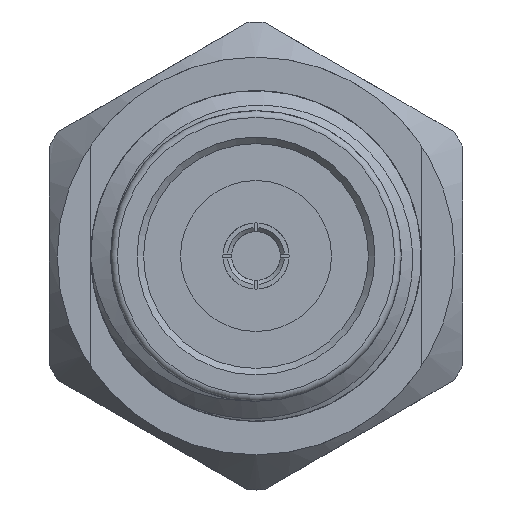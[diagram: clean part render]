
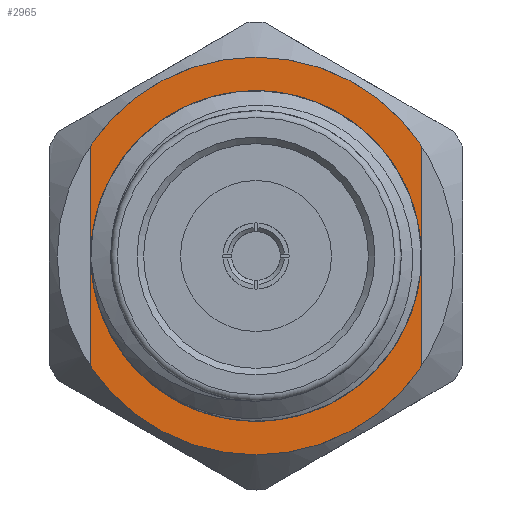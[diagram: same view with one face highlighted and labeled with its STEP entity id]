
A CAD part, front view. The second image highlights one B-rep face of the part: STEP entity #2965.
In plain terms, the highlighted planar face has unit normal (0, -1, 0).
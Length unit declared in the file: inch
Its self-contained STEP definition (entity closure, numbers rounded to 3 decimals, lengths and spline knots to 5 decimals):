
#79 = ORIENTED_EDGE ( 'NONE', *, *, #1304, .T. ) ;
#158 = CARTESIAN_POINT ( 'NONE',  ( 0.12535, 0.05154, 0.08316 ) ) ;
#180 = CARTESIAN_POINT ( 'NONE',  ( 0., 0.05154, -0.10989 ) ) ;
#213 = EDGE_LOOP ( 'NONE', ( #4035, #2907, #1396, #987 ) ) ;
#285 = CARTESIAN_POINT ( 'NONE',  ( -0.12535, 0.05154, -0.08316 ) ) ;
#322 = VERTEX_POINT ( 'NONE', #3282 ) ;
#581 = DIRECTION ( 'NONE',  ( 0., 0., -1. ) ) ;
#671 = CARTESIAN_POINT ( 'NONE',  ( 0.12535, 0.05154, -0.08316 ) ) ;
#841 = DIRECTION ( 'NONE',  ( 0., 0., 1. ) ) ;
#893 = CARTESIAN_POINT ( 'NONE',  ( 0., 0.05154, 0. ) ) ;
#987 = ORIENTED_EDGE ( 'NONE', *, *, #2837, .F. ) ;
#1303 = CARTESIAN_POINT ( 'NONE',  ( 0., 0.05154, 0. ) ) ;
#1304 = EDGE_CURVE ( 'NONE', #2842, #2842, #3124, .T. ) ;
#1323 = AXIS2_PLACEMENT_3D ( 'NONE', #893, #5658, #1660 ) ;
#1386 = EDGE_CURVE ( 'NONE', #4012, #5076, #5330, .T. ) ;
#1396 = ORIENTED_EDGE ( 'NONE', *, *, #1386, .F. ) ;
#1470 = DIRECTION ( 'NONE',  ( 0., 0., 1. ) ) ;
#1660 = DIRECTION ( 'NONE',  ( 0., 0., 1. ) ) ;
#1841 = CARTESIAN_POINT ( 'NONE',  ( 0., 0.05154, 0. ) ) ;
#1893 = CARTESIAN_POINT ( 'NONE',  ( -0.12535, 0.05154, 0.08316 ) ) ;
#1921 = VECTOR ( 'NONE', #841, 39.37008 ) ;
#2011 = AXIS2_PLACEMENT_3D ( 'NONE', #1303, #4851, #4516 ) ;
#2290 = EDGE_CURVE ( 'NONE', #322, #4495, #4323, .T. ) ;
#2727 = DIRECTION ( 'NONE',  ( 0., 1., 0. ) ) ;
#2837 = EDGE_CURVE ( 'NONE', #4495, #4012, #5521, .T. ) ;
#2842 = VERTEX_POINT ( 'NONE', #180 ) ;
#2859 = AXIS2_PLACEMENT_3D ( 'NONE', #1841, #2727, #1470 ) ;
#2907 = ORIENTED_EDGE ( 'NONE', *, *, #3666, .F. ) ;
#2965 = ADVANCED_FACE ( 'NONE', ( #4822, #4320 ), #3096, .F. ) ;
#3096 = PLANE ( 'NONE',  #2011 ) ;
#3124 = CIRCLE ( 'NONE', #4587, 0.10989 ) ;
#3152 = CARTESIAN_POINT ( 'NONE',  ( 0., 0.05154, 0. ) ) ;
#3155 = VECTOR ( 'NONE', #4554, 39.37008 ) ;
#3282 = CARTESIAN_POINT ( 'NONE',  ( 0.12535, 0.05154, -0.08316 ) ) ;
#3662 = LINE ( 'NONE', #671, #3155 ) ;
#3666 = EDGE_CURVE ( 'NONE', #5076, #322, #3662, .T. ) ;
#4012 = VERTEX_POINT ( 'NONE', #1893 ) ;
#4035 = ORIENTED_EDGE ( 'NONE', *, *, #2290, .F. ) ;
#4320 = FACE_OUTER_BOUND ( 'NONE', #213, .T. ) ;
#4323 = CIRCLE ( 'NONE', #1323, 0.15042 ) ;
#4495 = VERTEX_POINT ( 'NONE', #285 ) ;
#4516 = DIRECTION ( 'NONE',  ( 1., 0., 0. ) ) ;
#4554 = DIRECTION ( 'NONE',  ( 0., 0., -1. ) ) ;
#4587 = AXIS2_PLACEMENT_3D ( 'NONE', #3152, #4908, #581 ) ;
#4759 = CARTESIAN_POINT ( 'NONE',  ( -0.12535, 0.05154, -0.08316 ) ) ;
#4822 = FACE_BOUND ( 'NONE', #5554, .T. ) ;
#4851 = DIRECTION ( 'NONE',  ( 0., 1., 0. ) ) ;
#4908 = DIRECTION ( 'NONE',  ( 0., 1., 0. ) ) ;
#5076 = VERTEX_POINT ( 'NONE', #158 ) ;
#5330 = CIRCLE ( 'NONE', #2859, 0.15042 ) ;
#5521 = LINE ( 'NONE', #4759, #1921 ) ;
#5554 = EDGE_LOOP ( 'NONE', ( #79 ) ) ;
#5658 = DIRECTION ( 'NONE',  ( 0., 1., 0. ) ) ;
